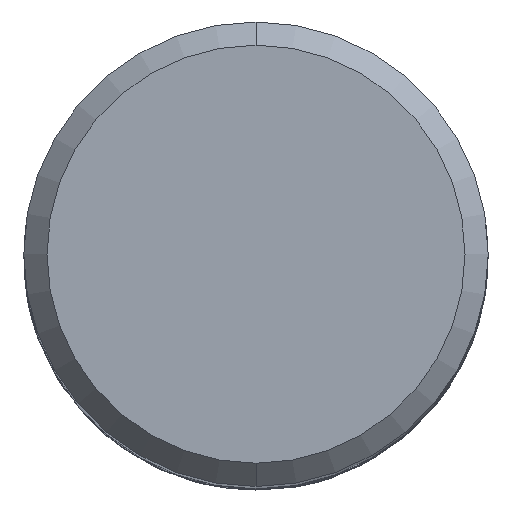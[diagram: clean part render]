
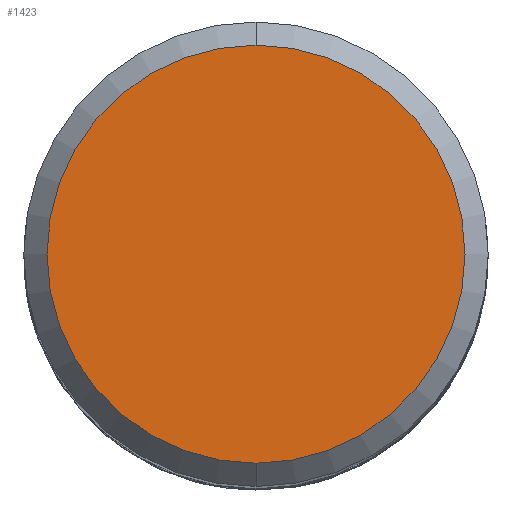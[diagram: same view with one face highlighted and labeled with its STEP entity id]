
A CAD part, top view. The second image highlights one B-rep face of the part: STEP entity #1423.
In plain terms, the highlighted planar face has unit normal (0, 0, 1).
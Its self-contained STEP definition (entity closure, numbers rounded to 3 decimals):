
#1167=EDGE_CURVE('',#1243,#1563,#2366,.T.);
#1243=VERTEX_POINT('',#2446);
#1423=ADVANCED_FACE('',(#2645),#2646,.T.);
#1507=EDGE_CURVE('',#1563,#1243,#2737,.T.);
#1563=VERTEX_POINT('',#2803);
#2366=CIRCLE('',#9575,9.0);
#2446=CARTESIAN_POINT('',(0.0,9.0,0.0));
#2645=FACE_OUTER_BOUND('',#12551,.T.);
#2646=PLANE('',#12552);
#2737=CIRCLE('',#13729,9.0);
#2803=CARTESIAN_POINT('',(0.,-9.0,0.0));
#9575=AXIS2_PLACEMENT_3D('',#17992,#17993,#17994);
#12551=EDGE_LOOP('',(#18247,#18248));
#12552=AXIS2_PLACEMENT_3D('',#18249,#18250,#18251);
#13729=AXIS2_PLACEMENT_3D('',#18350,#18351,#18352);
#17992=CARTESIAN_POINT('',(0.0,0.0,0.0));
#17993=DIRECTION('',(0.0,0.0,-1.0));
#17994=DIRECTION('',(0.0,1.0,0.0));
#18247=ORIENTED_EDGE('',*,*,#1167,.F.);
#18248=ORIENTED_EDGE('',*,*,#1507,.F.);
#18249=CARTESIAN_POINT('',(0.0,4.5,0.0));
#18250=DIRECTION('',(-0.0,0.0,1.0));
#18251=DIRECTION('',(0.0,-1.0,0.0));
#18350=CARTESIAN_POINT('',(0.0,0.0,0.0));
#18351=DIRECTION('',(0.0,0.0,-1.0));
#18352=DIRECTION('',(0.0,1.0,0.0));
